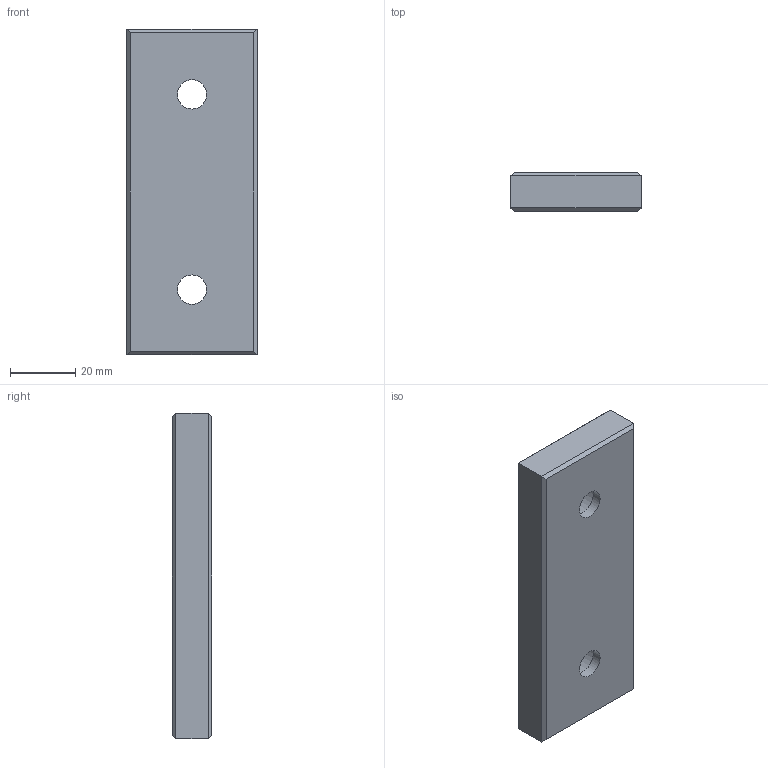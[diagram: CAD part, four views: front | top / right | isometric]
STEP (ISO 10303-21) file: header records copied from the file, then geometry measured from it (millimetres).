
FILE_DESCRIPTION( ( 'STEP AP203' ), ' ' );
FILE_NAME( '2962.78.040.12.0100.stp', '2016-03-11T13:07:27', ( '' ), ( '' ), ' ', 'PARTsolutions', ' ' );
FILE_SCHEMA( ( 'CONFIG_CONTROL_DESIGN' ) );
Length unit declared in the file: millimetre
Products named in the file (1): _2962.78.040.12.0100
Bounding box: 40 x 12 x 100 mm (x, y, z)
Volume: 44074.4 mm3; surface area: 11714.7 mm2
Topology: 1 solids, 1 shells, 22 faces, 44 edges, 26 vertices
Faces by surface type: plane 16, cylinder 4, torus 2
Full cylindrical faces by diameter (mm): 9 x2, 15 x2
Entity records: 580 total; most frequent: DIRECTION 94, CARTESIAN_POINT 87, ORIENTED_EDGE 76, EDGE_CURVE 38, EDGE_LOOP 34, AXIS2_PLACEMENT_3D 33, FACE_OUTER_BOUND 28, LINE 28
